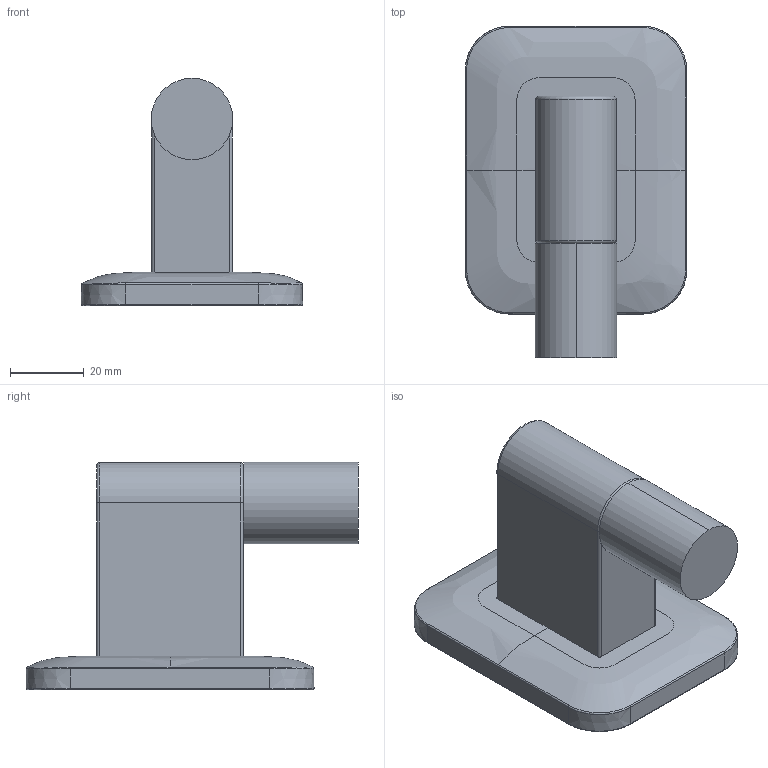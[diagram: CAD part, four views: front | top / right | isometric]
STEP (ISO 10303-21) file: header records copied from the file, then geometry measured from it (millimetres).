
FILE_DESCRIPTION (( 'STEP AP203' ), '1' );
FILE_NAME ('28450845-00.STEP', '2018-07-03T14:48:02', ( '' ), ( '' ), 'SwSTEP 2.0', 'SolidWorks 2017', '' );
FILE_SCHEMA (( 'CONFIG_CONTROL_DESIGN' ));
Length unit declared in the file: millimetre
Products named in the file (4): Planungsmodell_Rohr_gerade-+-28.568.780-10_ _K249_22x31; 28450845-00; Planungsmodell_Anschluss-+-09.11.03.026.94-01_ _K2; Planungsmmodell_Rosette-+-09.27.84.021.90-01_K1_60x78x9
Assembly tree (3 placements, depth 2):
  28450845-00
    Planungsmmodell_Rosette-+-09.27.84.021.90-01_K1_60x78x9
    Planungsmodell_Anschluss-+-09.11.03.026.94-01_ _K2
    Planungsmodell_Rohr_gerade-+-28.568.780-10_ _K249_22x31
Bounding box: 59.99 x 89.89 x 61.55 mm (x, y, z)
Volume: 93123.4 mm3; surface area: 21217.7 mm2
Topology: 3 solids, 3 shells, 46 faces, 110 edges, 70 vertices
Faces by surface type: plane 13, bspline 12, cylinder 11, torus 6, cone 4
Entity records: 4247 total; most frequent: CARTESIAN_POINT 2845, ORIENTED_EDGE 220, DIRECTION 196, EDGE_CURVE 110, AXIS2_PLACEMENT_3D 82, VERTEX_POINT 70, ADVANCED_FACE 46, FACE_OUTER_BOUND 46
